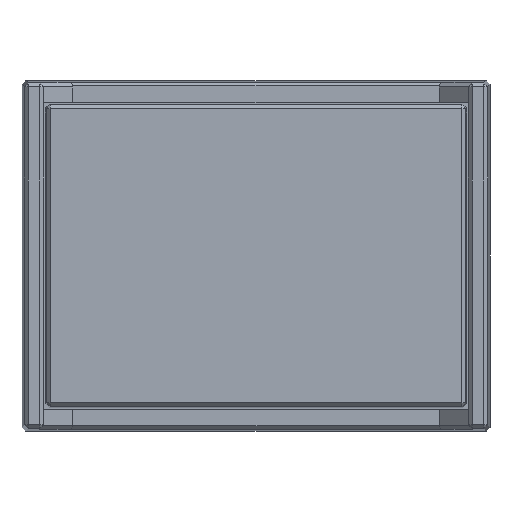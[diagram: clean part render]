
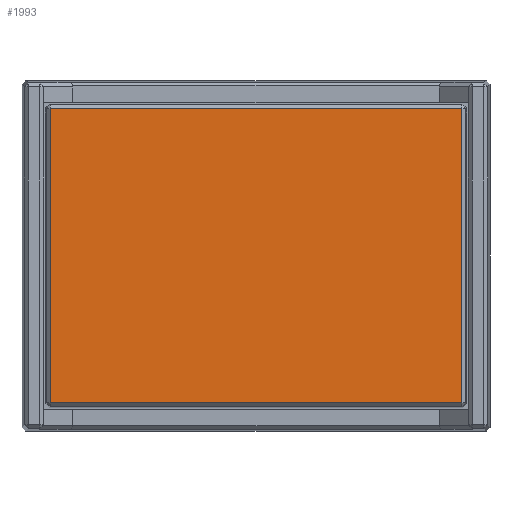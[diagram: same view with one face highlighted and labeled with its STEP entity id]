
A CAD part, top view. The second image highlights one B-rep face of the part: STEP entity #1993.
In plain terms, the highlighted planar face has unit normal (0, 0, 1).
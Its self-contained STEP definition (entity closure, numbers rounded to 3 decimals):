
#1 = DIRECTION ( 'NONE',  ( 1., 0., 0. ) ) ;
#103 = AXIS2_PLACEMENT_3D ( 'NONE', #2996, #4523, #1130 ) ;
#236 = VERTEX_POINT ( 'NONE', #982 ) ;
#384 = CARTESIAN_POINT ( 'NONE',  ( 0.063, -7.517, 9.6 ) ) ;
#397 = ORIENTED_EDGE ( 'NONE', *, *, #4331, .F. ) ;
#399 = VECTOR ( 'NONE', #3578, 1000. ) ;
#426 = ORIENTED_EDGE ( 'NONE', *, *, #4120, .F. ) ;
#471 = ORIENTED_EDGE ( 'NONE', *, *, #4729, .F. ) ;
#526 = LINE ( 'NONE', #2061, #399 ) ;
#537 = VERTEX_POINT ( 'NONE', #1997 ) ;
#553 = VERTEX_POINT ( 'NONE', #1337 ) ;
#578 = ORIENTED_EDGE ( 'NONE', *, *, #1068, .F. ) ;
#759 = VECTOR ( 'NONE', #1715, 1000. ) ;
#982 = CARTESIAN_POINT ( 'NONE',  ( -10.517, -7.517, 9.6 ) ) ;
#1068 = EDGE_CURVE ( 'NONE', #236, #537, #1740, .T. ) ;
#1130 = DIRECTION ( 'NONE',  ( -1., 0., 0. ) ) ;
#1283 = VERTEX_POINT ( 'NONE', #1571 ) ;
#1337 = CARTESIAN_POINT ( 'NONE',  ( 10.517, -7.517, 9.6 ) ) ;
#1501 = PLANE ( 'NONE',  #103 ) ;
#1571 = CARTESIAN_POINT ( 'NONE',  ( 10.517, 7.517, 9.6 ) ) ;
#1715 = DIRECTION ( 'NONE',  ( 0., 1., 0. ) ) ;
#1740 = LINE ( 'NONE', #2086, #759 ) ;
#1913 = LINE ( 'NONE', #3423, #2780 ) ;
#1922 = DIRECTION ( 'NONE',  ( -1., 0., 0. ) ) ;
#1993 = ADVANCED_FACE ( 'NONE', ( #4888 ), #1501, .F. ) ;
#1997 = CARTESIAN_POINT ( 'NONE',  ( -10.517, 7.517, 9.6 ) ) ;
#2061 = CARTESIAN_POINT ( 'NONE',  ( 10.517, 0., 9.6 ) ) ;
#2086 = CARTESIAN_POINT ( 'NONE',  ( -10.517, 0., 9.6 ) ) ;
#2478 = VECTOR ( 'NONE', #1922, 1000. ) ;
#2780 = VECTOR ( 'NONE', #1, 1000. ) ;
#2996 = CARTESIAN_POINT ( 'NONE',  ( 10.517, -7.517, 9.6 ) ) ;
#3423 = CARTESIAN_POINT ( 'NONE',  ( 0.063, 7.517, 9.6 ) ) ;
#3578 = DIRECTION ( 'NONE',  ( 0., -1., 0. ) ) ;
#3812 = LINE ( 'NONE', #384, #2478 ) ;
#4120 = EDGE_CURVE ( 'NONE', #1283, #553, #526, .T. ) ;
#4331 = EDGE_CURVE ( 'NONE', #553, #236, #3812, .T. ) ;
#4523 = DIRECTION ( 'NONE',  ( 0., 0., -1. ) ) ;
#4729 = EDGE_CURVE ( 'NONE', #537, #1283, #1913, .T. ) ;
#4758 = EDGE_LOOP ( 'NONE', ( #397, #426, #471, #578 ) ) ;
#4888 = FACE_OUTER_BOUND ( 'NONE', #4758, .T. ) ;
